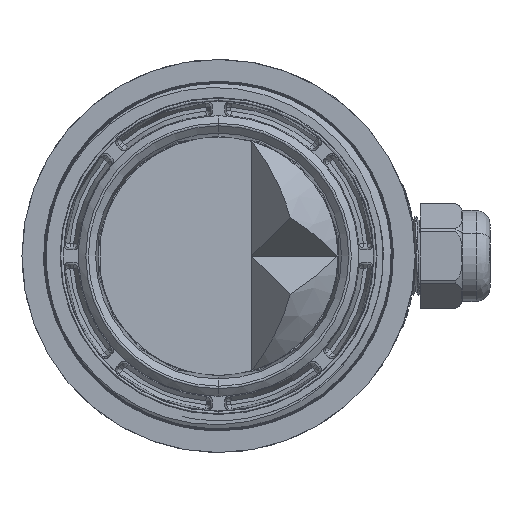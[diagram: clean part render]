
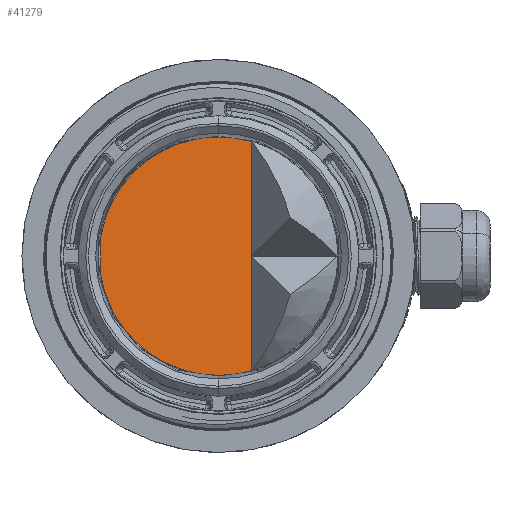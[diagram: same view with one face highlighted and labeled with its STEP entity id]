
A CAD part, front view. The second image highlights one B-rep face of the part: STEP entity #41279.
In plain terms, the highlighted planar face has unit normal (0.707, -0.707, 0).
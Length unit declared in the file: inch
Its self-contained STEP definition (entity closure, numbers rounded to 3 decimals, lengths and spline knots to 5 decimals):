
#887 = VERTEX_POINT ( 'NONE', #27655 ) ;
#7131 = CARTESIAN_POINT ( 'NONE',  ( 0.22918, 1.29269, -1.19873 ) ) ;
#7362 = ORIENTED_EDGE ( 'NONE', *, *, #25340, .T. ) ;
#7403 = CARTESIAN_POINT ( 'NONE',  ( 0.33976, 1.40326, -1.16653 ) ) ;
#8908 = AXIS2_PLACEMENT_3D ( 'NONE', #73505, #24825, #17883 ) ;
#13068 = ORIENTED_EDGE ( 'NONE', *, *, #26975, .F. ) ;
#13703 = EDGE_LOOP ( 'NONE', ( #7362, #13068, #73375, #36339, #46056 ) ) ;
#13788 = CARTESIAN_POINT ( 'NONE',  ( 0.33976, 1.40326, 1.16653 ) ) ;
#13888 = CARTESIAN_POINT ( 'NONE',  ( 0., 1.0635, -1.215 ) ) ;
#15197 = LINE ( 'NONE', #53454, #45154 ) ;
#17451 = EDGE_CURVE ( 'NONE', #71145, #34241, #56072, .T. ) ;
#17883 = DIRECTION ( 'NONE',  ( -0.707, -0.707, 0. ) ) ;
#18946 = CARTESIAN_POINT ( 'NONE',  ( -0.41552, 0.64798, 1.38651 ) ) ;
#22956 = EDGE_CURVE ( 'NONE', #46533, #71145, #32710, .T. ) ;
#24346 = CARTESIAN_POINT ( 'NONE',  ( 0., 1.0635, -1.215 ) ) ;
#24825 = DIRECTION ( 'NONE',  ( -0.707, 0.707, 0. ) ) ;
#25340 = EDGE_CURVE ( 'NONE', #35975, #887, #58171, .T. ) ;
#25821 = FACE_OUTER_BOUND ( 'NONE', #13703, .T. ) ;
#26975 = EDGE_CURVE ( 'NONE', #46533, #887, #15197, .T. ) ;
#27655 = CARTESIAN_POINT ( 'NONE',  ( -1.2005, -0.137, 0.18713 ) ) ;
#31388 = CARTESIAN_POINT ( 'NONE',  ( -1.2005, -0.137, 0.18713 ) ) ;
#32710 =( BOUNDED_CURVE ( )  B_SPLINE_CURVE ( 3, ( #54680, #43273, #61398, #72978 ),
 .UNSPECIFIED., .F., .T. ) 
 B_SPLINE_CURVE_WITH_KNOTS ( ( 4, 4 ),
 ( 0.15463, 1.5708 ),
 .UNSPECIFIED. ) 
 CURVE ( )  GEOMETRIC_REPRESENTATION_ITEM ( )  RATIONAL_B_SPLINE_CURVE ( ( 1., 0.84, 0.84, 1. ) ) 
 REPRESENTATION_ITEM ( '' )  );
#34241 = VERTEX_POINT ( 'NONE', #56733 ) ;
#35975 = VERTEX_POINT ( 'NONE', #58124 ) ;
#36339 = ORIENTED_EDGE ( 'NONE', *, *, #17451, .T. ) ;
#40501 = CARTESIAN_POINT ( 'NONE',  ( -1.2005, -0.137, -0.18713 ) ) ;
#41279 = ADVANCED_FACE ( 'NONE', ( #25821 ), #75683, .F. ) ;
#43273 = CARTESIAN_POINT ( 'NONE',  ( -1.10388, -0.04038, -0.80699 ) ) ;
#45154 = VECTOR ( 'NONE', #78775, 39.37008 ) ;
#46056 = ORIENTED_EDGE ( 'NONE', *, *, #49497, .F. ) ;
#46533 = VERTEX_POINT ( 'NONE', #40501 ) ;
#49497 = EDGE_CURVE ( 'NONE', #35975, #34241, #78287, .T. ) ;
#53454 = CARTESIAN_POINT ( 'NONE',  ( -1.2005, -0.137, -0.18713 ) ) ;
#54680 = CARTESIAN_POINT ( 'NONE',  ( -1.2005, -0.137, -0.18713 ) ) ;
#56072 =( BOUNDED_CURVE ( )  B_SPLINE_CURVE ( 3, ( #13888, #63103, #7131, #7403 ),
 .UNSPECIFIED., .F., .F. ) 
 B_SPLINE_CURVE_WITH_KNOTS ( ( 4, 4 ),
 ( 1.5708, 1.85421 ),
 .UNSPECIFIED. ) 
 CURVE ( )  GEOMETRIC_REPRESENTATION_ITEM ( )  RATIONAL_B_SPLINE_CURVE ( ( 1., 0.993, 0.993, 1. ) ) 
 REPRESENTATION_ITEM ( '' )  );
#56733 = CARTESIAN_POINT ( 'NONE',  ( 0.33976, 1.40326, -1.16653 ) ) ;
#58124 = CARTESIAN_POINT ( 'NONE',  ( 0.33976, 1.40326, 1.16653 ) ) ;
#58171 =( BOUNDED_CURVE ( )  B_SPLINE_CURVE ( 3, ( #13788, #18946, #62203, #31388 ),
 .UNSPECIFIED., .F., .T. ) 
 B_SPLINE_CURVE_WITH_KNOTS ( ( 4, 4 ),
 ( 4.42897, 6.12855 ),
 .UNSPECIFIED. ) 
 CURVE ( )  GEOMETRIC_REPRESENTATION_ITEM ( )  RATIONAL_B_SPLINE_CURVE ( ( 1., 0.773, 0.773, 1. ) ) 
 REPRESENTATION_ITEM ( '' )  );
#61398 = CARTESIAN_POINT ( 'NONE',  ( -0.62734, 0.43616, -1.215 ) ) ;
#62203 = CARTESIAN_POINT ( 'NONE',  ( -1.07934, -0.01584, 0.96441 ) ) ;
#63103 = CARTESIAN_POINT ( 'NONE',  ( 0.11517, 1.17867, -1.215 ) ) ;
#68620 = VECTOR ( 'NONE', #79332, 39.37008 ) ;
#71145 = VERTEX_POINT ( 'NONE', #24346 ) ;
#72978 = CARTESIAN_POINT ( 'NONE',  ( 0., 1.0635, -1.215 ) ) ;
#73375 = ORIENTED_EDGE ( 'NONE', *, *, #22956, .T. ) ;
#73505 = CARTESIAN_POINT ( 'NONE',  ( -0.60025, 0.46325, 1.25004 ) ) ;
#75683 = PLANE ( 'NONE',  #8908 ) ;
#78261 = CARTESIAN_POINT ( 'NONE',  ( 0.33976, 1.40326, 1.25004 ) ) ;
#78287 = LINE ( 'NONE', #78261, #68620 ) ;
#78775 = DIRECTION ( 'NONE',  ( 0., 0., 1. ) ) ;
#79332 = DIRECTION ( 'NONE',  ( 0., 0., -1. ) ) ;
